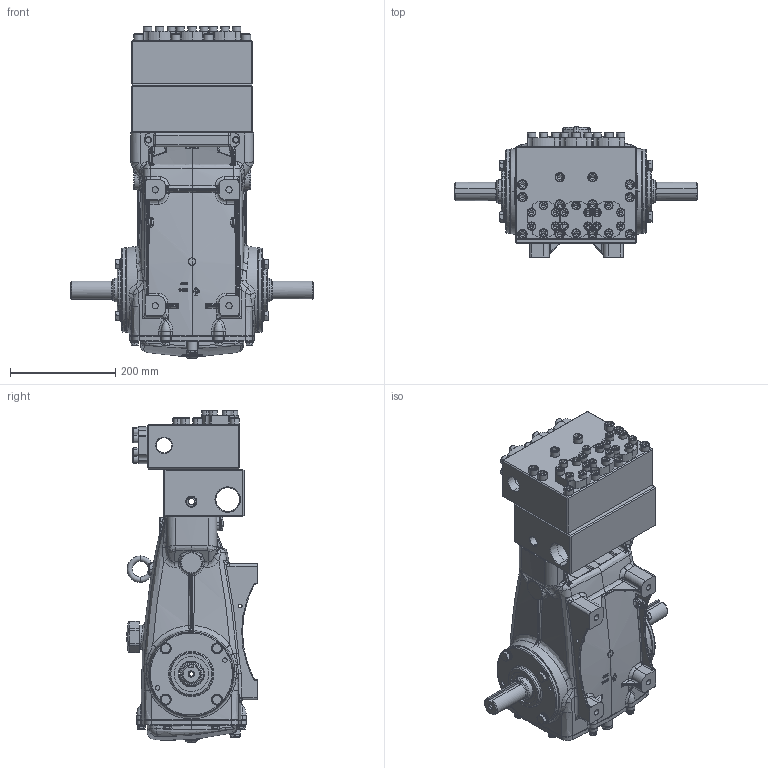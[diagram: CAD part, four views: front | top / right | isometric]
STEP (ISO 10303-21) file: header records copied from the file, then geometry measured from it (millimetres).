
FILE_DESCRIPTION (( 'STEP AP203' ), '1' );
FILE_NAME ('3801K.STEP', '2020-10-30T17:05:43', ( '' ), ( '' ), 'SwSTEP 2.0', 'SolidWorks 2020', '' );
FILE_SCHEMA (( 'CONFIG_CONTROL_DESIGN' ));
Products named in the file (1): 3801K
Bounding box: 460 x 247.5 x 630 mm (x, y, z)
Surface area: 922059.8 mm2 (no closed solid volume)
Topology: 0 solids, 140 shells, 2516 faces, 8525 edges, 5783 vertices
Faces by surface type: plane 962, cylinder 546, bspline 476, cone 384, torus 113, sphere 35
Entity records: 122027 total; most frequent: CARTESIAN_POINT 53895, DIRECTION 13511, ORIENTED_EDGE 13274, EDGE_CURVE 8379, VERTEX_POINT 5783, AXIS2_PLACEMENT_3D 5225, CIRCLE 3184, VECTOR 3061
